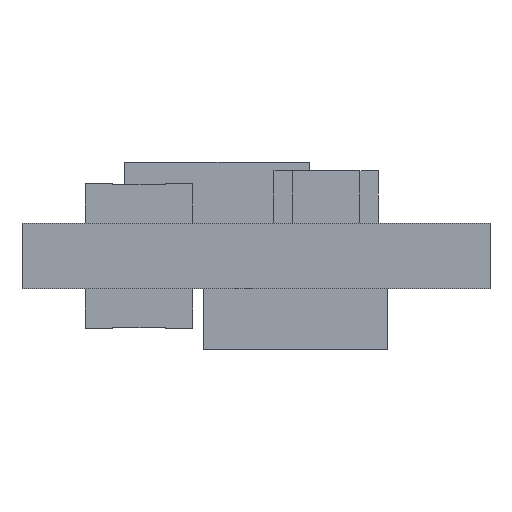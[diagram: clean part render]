
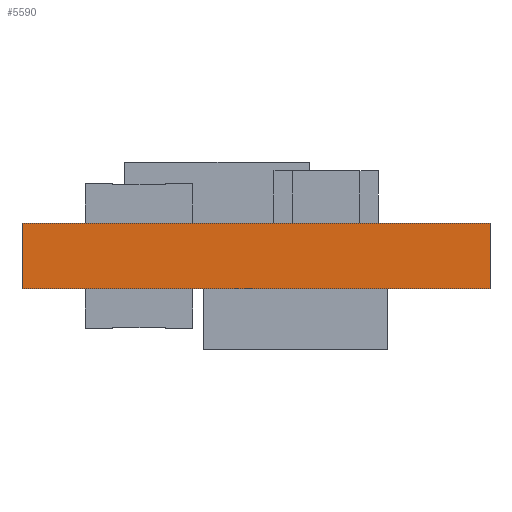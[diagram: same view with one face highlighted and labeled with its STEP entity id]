
A CAD part, front view. The second image highlights one B-rep face of the part: STEP entity #5590.
In plain terms, the highlighted planar face has unit normal (0, -1, 0).
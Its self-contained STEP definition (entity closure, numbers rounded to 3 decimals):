
#816 = CARTESIAN_POINT ( 'NONE',  ( 7.62, 0., 1.06 ) ) ;
#1836 = VECTOR ( 'NONE', #15082, 1000. ) ;
#2059 = CARTESIAN_POINT ( 'NONE',  ( 0., 0., 0. ) ) ;
#2546 = DIRECTION ( 'NONE',  ( 0., 1., 0. ) ) ;
#4217 = PLANE ( 'NONE',  #6050 ) ;
#4791 = DIRECTION ( 'NONE',  ( 0., 0., 1. ) ) ;
#5537 = EDGE_CURVE ( 'NONE', #9070, #12522, #10513, .T. ) ;
#5590 = ADVANCED_FACE ( 'NONE', ( #12295 ), #4217, .F. ) ;
#6050 = AXIS2_PLACEMENT_3D ( 'NONE', #13844, #2546, #4791 ) ;
#8430 = CARTESIAN_POINT ( 'NONE',  ( 0., 0., 1.06 ) ) ;
#9070 = VERTEX_POINT ( 'NONE', #8430 ) ;
#10226 = VECTOR ( 'NONE', #21269, 1000. ) ;
#10513 = LINE ( 'NONE', #13732, #10226 ) ;
#10799 = ORIENTED_EDGE ( 'NONE', *, *, #17036, .T. ) ;
#11009 = DIRECTION ( 'NONE',  ( 0., 0., -1. ) ) ;
#11218 = CARTESIAN_POINT ( 'NONE',  ( 7.62, 0., 0. ) ) ;
#12295 = FACE_OUTER_BOUND ( 'NONE', #14703, .T. ) ;
#12522 = VERTEX_POINT ( 'NONE', #816 ) ;
#13085 = CARTESIAN_POINT ( 'NONE',  ( 0., 0., 1.06 ) ) ;
#13732 = CARTESIAN_POINT ( 'NONE',  ( 0., 0., 1.06 ) ) ;
#13844 = CARTESIAN_POINT ( 'NONE',  ( 0., 0., 1.06 ) ) ;
#13855 = EDGE_CURVE ( 'NONE', #9070, #18712, #19366, .T. ) ;
#13917 = LINE ( 'NONE', #24317, #1836 ) ;
#14703 = EDGE_LOOP ( 'NONE', ( #10799, #14976, #18851, #24246 ) ) ;
#14976 = ORIENTED_EDGE ( 'NONE', *, *, #18689, .F. ) ;
#14986 = VECTOR ( 'NONE', #11009, 1000. ) ;
#15082 = DIRECTION ( 'NONE',  ( 0., 0., -1. ) ) ;
#15170 = CARTESIAN_POINT ( 'NONE',  ( 0., 0., 0. ) ) ;
#16942 = VECTOR ( 'NONE', #22723, 1000. ) ;
#17036 = EDGE_CURVE ( 'NONE', #18712, #17399, #21627, .T. ) ;
#17399 = VERTEX_POINT ( 'NONE', #11218 ) ;
#18689 = EDGE_CURVE ( 'NONE', #12522, #17399, #13917, .T. ) ;
#18712 = VERTEX_POINT ( 'NONE', #15170 ) ;
#18851 = ORIENTED_EDGE ( 'NONE', *, *, #5537, .F. ) ;
#19366 = LINE ( 'NONE', #13085, #14986 ) ;
#21269 = DIRECTION ( 'NONE',  ( 1., 0., 0. ) ) ;
#21627 = LINE ( 'NONE', #2059, #16942 ) ;
#22723 = DIRECTION ( 'NONE',  ( 1., 0., 0. ) ) ;
#24246 = ORIENTED_EDGE ( 'NONE', *, *, #13855, .T. ) ;
#24317 = CARTESIAN_POINT ( 'NONE',  ( 7.62, 0., 1.06 ) ) ;
